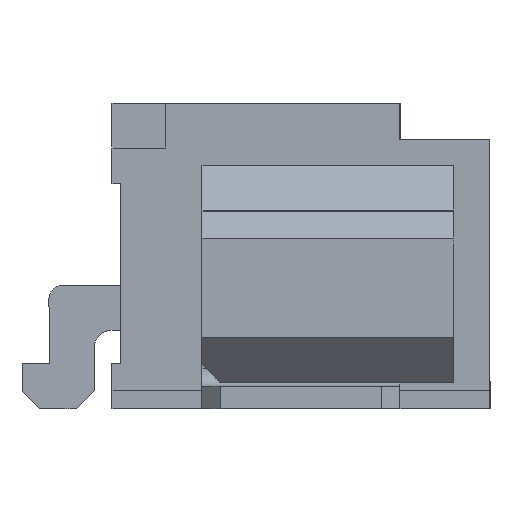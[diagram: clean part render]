
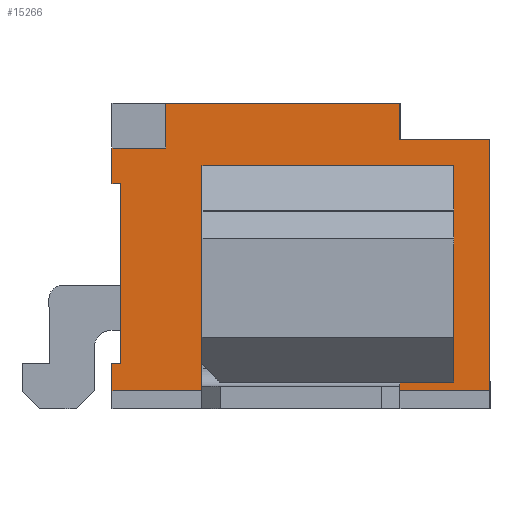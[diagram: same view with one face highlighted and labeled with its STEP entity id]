
A CAD part, left-side view. The second image highlights one B-rep face of the part: STEP entity #15266.
In plain terms, the highlighted planar face has unit normal (-1, 0, 0).
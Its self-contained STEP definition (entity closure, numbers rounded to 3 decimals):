
#57 = CARTESIAN_POINT ( 'NONE',  ( -7.125, 1.5, 2.9 ) ) ;
#231 = EDGE_CURVE ( 'NONE', #16936, #19358, #5105, .T. ) ;
#639 = DIRECTION ( 'NONE',  ( 0., -1., 0. ) ) ;
#657 = LINE ( 'NONE', #6117, #8499 ) ;
#766 = VECTOR ( 'NONE', #8524, 1000. ) ;
#1022 = VERTEX_POINT ( 'NONE', #13755 ) ;
#1152 = CARTESIAN_POINT ( 'NONE',  ( -7.125, 2.1, 2.5 ) ) ;
#1763 = FACE_OUTER_BOUND ( 'NONE', #13502, .T. ) ;
#2088 = EDGE_CURVE ( 'NONE', #9238, #9025, #3082, .T. ) ;
#2197 = CARTESIAN_POINT ( 'NONE',  ( -7.125, -1.1, 3. ) ) ;
#2589 = CARTESIAN_POINT ( 'NONE',  ( -7.125, -1.7, 2.7 ) ) ;
#2758 = VERTEX_POINT ( 'NONE', #17768 ) ;
#2871 = LINE ( 'NONE', #19128, #11691 ) ;
#2895 = DIRECTION ( 'NONE',  ( 0., 0., 1. ) ) ;
#3082 = LINE ( 'NONE', #14365, #19033 ) ;
#3091 = VECTOR ( 'NONE', #12391, 1000. ) ;
#3243 = VECTOR ( 'NONE', #16996, 1000. ) ;
#3251 = CARTESIAN_POINT ( 'NONE',  ( -7.125, -1.1, 3. ) ) ;
#3631 = CARTESIAN_POINT ( 'NONE',  ( -7.125, -1.7, 0.3 ) ) ;
#3902 = VERTEX_POINT ( 'NONE', #11798 ) ;
#4155 = DIRECTION ( 'NONE',  ( 0., -1., 0. ) ) ;
#4203 = CARTESIAN_POINT ( 'NONE',  ( -7.125, -2.1, 3. ) ) ;
#4213 = VERTEX_POINT ( 'NONE', #1152 ) ;
#4241 = EDGE_CURVE ( 'NONE', #3902, #8075, #5609, .T. ) ;
#4583 = CARTESIAN_POINT ( 'NONE',  ( -7.125, 2.1, 2.5 ) ) ;
#4748 = VERTEX_POINT ( 'NONE', #15082 ) ;
#4838 = ORIENTED_EDGE ( 'NONE', *, *, #8457, .T. ) ;
#4906 = LINE ( 'NONE', #2197, #9062 ) ;
#5088 = DIRECTION ( 'NONE',  ( 0., 0., 1. ) ) ;
#5105 = LINE ( 'NONE', #6102, #17397 ) ;
#5142 = CARTESIAN_POINT ( 'NONE',  ( -7.125, 2.1, 0.2 ) ) ;
#5244 = EDGE_CURVE ( 'NONE', #7060, #7523, #14254, .T. ) ;
#5277 = LINE ( 'NONE', #5799, #13522 ) ;
#5453 = ORIENTED_EDGE ( 'NONE', *, *, #13233, .T. ) ;
#5609 = LINE ( 'NONE', #11318, #9279 ) ;
#5799 = CARTESIAN_POINT ( 'NONE',  ( -7.125, -2.1, 3.4 ) ) ;
#6102 = CARTESIAN_POINT ( 'NONE',  ( -7.125, 2.1, 3.4 ) ) ;
#6117 = CARTESIAN_POINT ( 'NONE',  ( -7.125, 2.1, 3.4 ) ) ;
#6228 = DIRECTION ( 'NONE',  ( 0., -1., 0. ) ) ;
#6361 = ORIENTED_EDGE ( 'NONE', *, *, #14056, .T. ) ;
#6423 = LINE ( 'NONE', #10711, #14168 ) ;
#6791 = ORIENTED_EDGE ( 'NONE', *, *, #13972, .F. ) ;
#7060 = VERTEX_POINT ( 'NONE', #3251 ) ;
#7342 = DIRECTION ( 'NONE',  ( 0., 0., 1. ) ) ;
#7523 = VERTEX_POINT ( 'NONE', #14824 ) ;
#7733 = DIRECTION ( 'NONE',  ( 0., 0., 1. ) ) ;
#8075 = VERTEX_POINT ( 'NONE', #17668 ) ;
#8236 = ORIENTED_EDGE ( 'NONE', *, *, #12297, .F. ) ;
#8457 = EDGE_CURVE ( 'NONE', #9025, #9333, #13042, .T. ) ;
#8499 = VECTOR ( 'NONE', #7733, 1000. ) ;
#8524 = DIRECTION ( 'NONE',  ( 0., -1., 0. ) ) ;
#9009 = CARTESIAN_POINT ( 'NONE',  ( -7.125, -1.7, 0.3 ) ) ;
#9025 = VERTEX_POINT ( 'NONE', #15828 ) ;
#9062 = VECTOR ( 'NONE', #11544, 1000. ) ;
#9207 = ORIENTED_EDGE ( 'NONE', *, *, #9906, .F. ) ;
#9238 = VERTEX_POINT ( 'NONE', #13341 ) ;
#9279 = VECTOR ( 'NONE', #14270, 1000. ) ;
#9333 = VERTEX_POINT ( 'NONE', #2589 ) ;
#9335 = ORIENTED_EDGE ( 'NONE', *, *, #11625, .F. ) ;
#9358 = LINE ( 'NONE', #9009, #12987 ) ;
#9426 = ORIENTED_EDGE ( 'NONE', *, *, #18547, .T. ) ;
#9542 = ORIENTED_EDGE ( 'NONE', *, *, #17740, .F. ) ;
#9837 = CARTESIAN_POINT ( 'NONE',  ( -7.125, 1.1, 2.7 ) ) ;
#9870 = EDGE_CURVE ( 'NONE', #11876, #9333, #9358, .T. ) ;
#9906 = EDGE_CURVE ( 'NONE', #17886, #4748, #6423, .T. ) ;
#9965 = ORIENTED_EDGE ( 'NONE', *, *, #231, .F. ) ;
#10119 = FACE_BOUND ( 'NONE', #17068, .T. ) ;
#10290 = ORIENTED_EDGE ( 'NONE', *, *, #5244, .F. ) ;
#10420 = DIRECTION ( 'NONE',  ( 0., 0., -1. ) ) ;
#10636 = CARTESIAN_POINT ( 'NONE',  ( -7.125, -1.1, 3.4 ) ) ;
#10711 = CARTESIAN_POINT ( 'NONE',  ( -7.125, 2.1, 3.4 ) ) ;
#10801 = VERTEX_POINT ( 'NONE', #15316 ) ;
#10944 = ORIENTED_EDGE ( 'NONE', *, *, #15181, .F. ) ;
#11318 = CARTESIAN_POINT ( 'NONE',  ( -7.125, 2., 2.5 ) ) ;
#11447 = ORIENTED_EDGE ( 'NONE', *, *, #18572, .F. ) ;
#11544 = DIRECTION ( 'NONE',  ( 0., 0., 1. ) ) ;
#11625 = EDGE_CURVE ( 'NONE', #8075, #4213, #19508, .T. ) ;
#11641 = CARTESIAN_POINT ( 'NONE',  ( -7.125, 1.1, 0.3 ) ) ;
#11691 = VECTOR ( 'NONE', #639, 1000. ) ;
#11711 = DIRECTION ( 'NONE',  ( 0., -1., 0. ) ) ;
#11724 = ORIENTED_EDGE ( 'NONE', *, *, #2088, .T. ) ;
#11798 = CARTESIAN_POINT ( 'NONE',  ( -7.125, 2., 0.5 ) ) ;
#11876 = VERTEX_POINT ( 'NONE', #3631 ) ;
#12297 = EDGE_CURVE ( 'NONE', #4213, #2758, #657, .T. ) ;
#12391 = DIRECTION ( 'NONE',  ( 0., 1., 0. ) ) ;
#12501 = VECTOR ( 'NONE', #19348, 1000. ) ;
#12546 = VECTOR ( 'NONE', #14454, 1000. ) ;
#12901 = AXIS2_PLACEMENT_3D ( 'NONE', #18017, #19527, #10420 ) ;
#12987 = VECTOR ( 'NONE', #19677, 1000. ) ;
#13042 = LINE ( 'NONE', #9837, #12546 ) ;
#13137 = ORIENTED_EDGE ( 'NONE', *, *, #9870, .F. ) ;
#13233 = EDGE_CURVE ( 'NONE', #17886, #10801, #2871, .T. ) ;
#13341 = CARTESIAN_POINT ( 'NONE',  ( -7.125, 1.1, 0.3 ) ) ;
#13502 = EDGE_LOOP ( 'NONE', ( #9965, #9542, #10944, #8236, #9335, #14845, #11447, #9207, #5453, #6361, #10290, #9426 ) ) ;
#13522 = VECTOR ( 'NONE', #7342, 1000. ) ;
#13755 = CARTESIAN_POINT ( 'NONE',  ( -7.125, 1.5, 2.9 ) ) ;
#13972 = EDGE_CURVE ( 'NONE', #9238, #11876, #19251, .T. ) ;
#14056 = EDGE_CURVE ( 'NONE', #10801, #7523, #5277, .T. ) ;
#14168 = VECTOR ( 'NONE', #2895, 1000. ) ;
#14254 = LINE ( 'NONE', #4203, #15699 ) ;
#14270 = DIRECTION ( 'NONE',  ( 0., 0., 1. ) ) ;
#14365 = CARTESIAN_POINT ( 'NONE',  ( -7.125, 1.1, 0.3 ) ) ;
#14454 = DIRECTION ( 'NONE',  ( 0., -1., 0. ) ) ;
#14743 = VECTOR ( 'NONE', #11711, 1000. ) ;
#14774 = CARTESIAN_POINT ( 'NONE',  ( -7.125, 1.5, 2.9 ) ) ;
#14824 = CARTESIAN_POINT ( 'NONE',  ( -7.125, -2.1, 3. ) ) ;
#14845 = ORIENTED_EDGE ( 'NONE', *, *, #4241, .F. ) ;
#15082 = CARTESIAN_POINT ( 'NONE',  ( -7.125, 2.1, 0.5 ) ) ;
#15181 = EDGE_CURVE ( 'NONE', #2758, #1022, #16570, .T. ) ;
#15266 = ADVANCED_FACE ( 'NONE', ( #1763, #10119 ), #16497, .F. ) ;
#15316 = CARTESIAN_POINT ( 'NONE',  ( -7.125, -2.1, 0.2 ) ) ;
#15699 = VECTOR ( 'NONE', #4155, 1000. ) ;
#15828 = CARTESIAN_POINT ( 'NONE',  ( -7.125, 1.1, 2.7 ) ) ;
#16497 = PLANE ( 'NONE',  #12901 ) ;
#16570 = LINE ( 'NONE', #14774, #12501 ) ;
#16730 = LINE ( 'NONE', #19198, #766 ) ;
#16936 = VERTEX_POINT ( 'NONE', #17576 ) ;
#16996 = DIRECTION ( 'NONE',  ( 0., 0., 1. ) ) ;
#17068 = EDGE_LOOP ( 'NONE', ( #13137, #6791, #11724, #4838 ) ) ;
#17397 = VECTOR ( 'NONE', #6228, 1000. ) ;
#17576 = CARTESIAN_POINT ( 'NONE',  ( -7.125, 1.5, 3.4 ) ) ;
#17668 = CARTESIAN_POINT ( 'NONE',  ( -7.125, 2., 2.5 ) ) ;
#17740 = EDGE_CURVE ( 'NONE', #1022, #16936, #19631, .T. ) ;
#17768 = CARTESIAN_POINT ( 'NONE',  ( -7.125, 2.1, 2.9 ) ) ;
#17886 = VERTEX_POINT ( 'NONE', #5142 ) ;
#18017 = CARTESIAN_POINT ( 'NONE',  ( -7.125, 2.1, 3.4 ) ) ;
#18547 = EDGE_CURVE ( 'NONE', #7060, #19358, #4906, .T. ) ;
#18572 = EDGE_CURVE ( 'NONE', #4748, #3902, #16730, .T. ) ;
#19033 = VECTOR ( 'NONE', #5088, 1000. ) ;
#19128 = CARTESIAN_POINT ( 'NONE',  ( -7.125, 2.1, 0.2 ) ) ;
#19198 = CARTESIAN_POINT ( 'NONE',  ( -7.125, 2.1, 0.5 ) ) ;
#19251 = LINE ( 'NONE', #11641, #14743 ) ;
#19348 = DIRECTION ( 'NONE',  ( 0., -1., 0. ) ) ;
#19358 = VERTEX_POINT ( 'NONE', #10636 ) ;
#19508 = LINE ( 'NONE', #4583, #3091 ) ;
#19527 = DIRECTION ( 'NONE',  ( 1., 0., 0. ) ) ;
#19631 = LINE ( 'NONE', #57, #3243 ) ;
#19677 = DIRECTION ( 'NONE',  ( 0., 0., 1. ) ) ;
